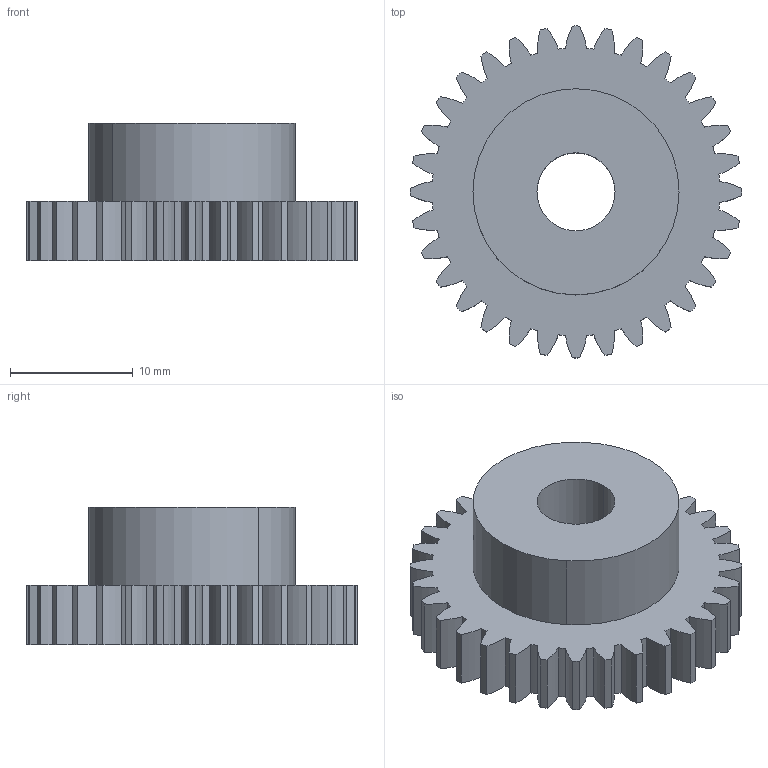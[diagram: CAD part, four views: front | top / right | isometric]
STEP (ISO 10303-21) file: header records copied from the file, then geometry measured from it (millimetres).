
FILE_DESCRIPTION((''),'2;1');
FILE_NAME('gbs-3232.stp','2001-12-27T20:40:56',('Administrator'),(''),'Autodesk Inventor (tm) 3.0','Autodesk Inventor (tm) 3.0','');
FILE_SCHEMA(('CONFIG_CONTROL_DESIGN'));
Length unit declared in the file: inch
Products named in the file (1): gbs-3232
Bounding box: 26.99 x 26.99 x 11.18 mm (x, y, z)
Volume: 3473.3 mm3; surface area: 2268.4 mm2
Topology: 1 solids, 1 shells, 135 faces, 396 edges, 264 vertices
Faces by surface type: cylinder 130, plane 3, bspline 2
Entity records: 4781 total; most frequent: DIRECTION 928, CARTESIAN_POINT 830, ORIENTED_EDGE 792, AXIS2_PLACEMENT_3D 398, EDGE_CURVE 396, VERTEX_POINT 264, CIRCLE 264, EDGE_LOOP 138
